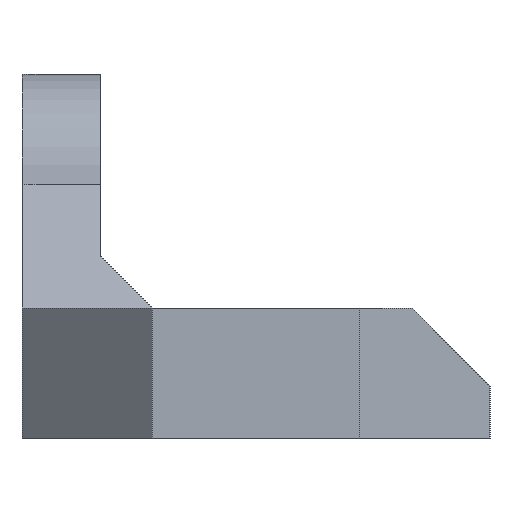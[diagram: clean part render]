
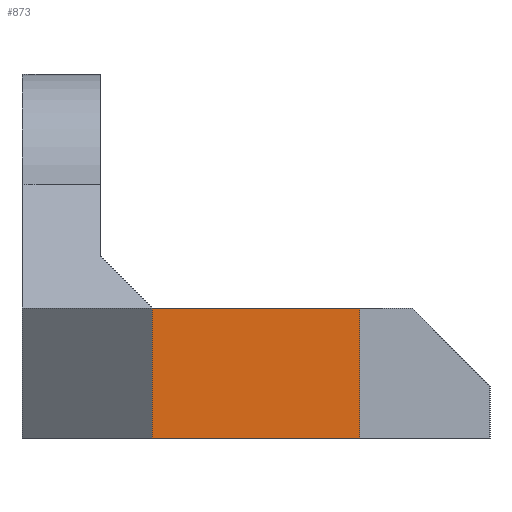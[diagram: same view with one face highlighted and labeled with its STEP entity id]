
A CAD part, left-side view. The second image highlights one B-rep face of the part: STEP entity #873.
In plain terms, the highlighted planar face has unit normal (-1, 0, 0).
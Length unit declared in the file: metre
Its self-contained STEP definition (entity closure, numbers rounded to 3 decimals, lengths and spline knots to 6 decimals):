
#60=LINE('',#1363,#148);
#90=LINE('',#1435,#178);
#91=LINE('',#1438,#179);
#92=LINE('',#1439,#180);
#148=VECTOR('',#1080,1.);
#178=VECTOR('',#1140,1.);
#179=VECTOR('',#1141,1.);
#180=VECTOR('',#1142,1.);
#218=PLANE('',#956);
#330=ORIENTED_EDGE('',*,*,#566,.T.);
#331=ORIENTED_EDGE('',*,*,#567,.T.);
#332=ORIENTED_EDGE('',*,*,#529,.F.);
#333=ORIENTED_EDGE('',*,*,#568,.T.);
#529=EDGE_CURVE('',#652,#644,#60,.T.);
#566=EDGE_CURVE('',#680,#681,#90,.T.);
#567=EDGE_CURVE('',#681,#644,#91,.T.);
#568=EDGE_CURVE('',#652,#680,#92,.T.);
#644=VERTEX_POINT('',#1347);
#652=VERTEX_POINT('',#1362);
#680=VERTEX_POINT('',#1436);
#681=VERTEX_POINT('',#1437);
#741=EDGE_LOOP('',(#330,#331,#332,#333));
#802=FACE_BOUND('',#741,.T.);
#873=ADVANCED_FACE('',(#802),#218,.F.);
#956=AXIS2_PLACEMENT_3D('',#1434,#1138,#1139);
#1080=DIRECTION('',(0.,-1.,0.));
#1138=DIRECTION('',(1.,0.,0.));
#1139=DIRECTION('',(0.,0.,-1.));
#1140=DIRECTION('',(0.,-1.,0.));
#1141=DIRECTION('',(0.,0.,1.));
#1142=DIRECTION('',(0.,0.,-1.));
#1347=CARTESIAN_POINT('',(-0.015,-0.004,0.005));
#1362=CARTESIAN_POINT('',(-0.015,0.004,0.005));
#1363=CARTESIAN_POINT('',(-0.015,0.,0.005));
#1434=CARTESIAN_POINT('',(-0.015,0.,0.005));
#1435=CARTESIAN_POINT('',(-0.015,0.,0.));
#1436=CARTESIAN_POINT('',(-0.015,0.004,0.));
#1437=CARTESIAN_POINT('',(-0.015,-0.004,0.));
#1438=CARTESIAN_POINT('',(-0.015,-0.004,0.005));
#1439=CARTESIAN_POINT('',(-0.015,0.004,0.005));
